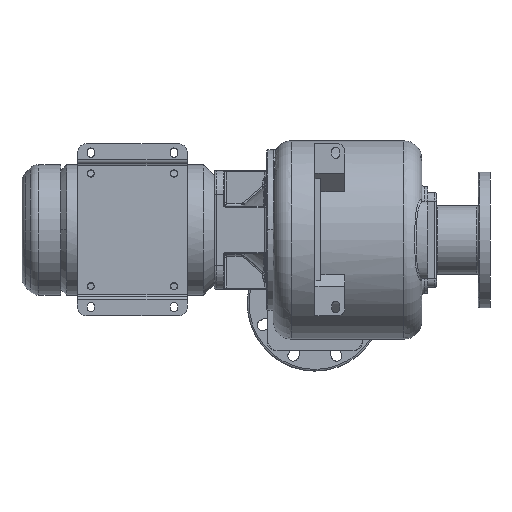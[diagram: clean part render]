
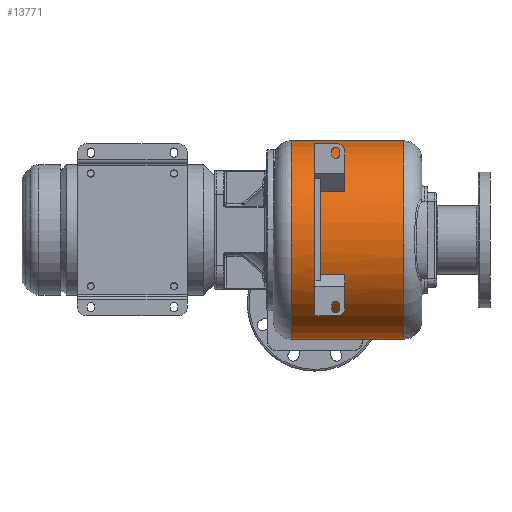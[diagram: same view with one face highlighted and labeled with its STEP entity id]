
A CAD part, front view. The second image highlights one B-rep face of the part: STEP entity #13771.
In plain terms, the highlighted cylindrical face has radius 167 mm (diameter 334 mm), a partial arc.
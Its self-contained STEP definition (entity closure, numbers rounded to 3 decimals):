
#1792=CARTESIAN_POINT('',(453.5,0.,-17.));
#1793=DIRECTION('',(-1.,0.,0.));
#1794=DIRECTION('',(0.,0.,-1.));
#1795=AXIS2_PLACEMENT_3D('',#1792,#1793,#1794);
#1797=CARTESIAN_POINT('',(643.5,0.,-17.));
#1798=DIRECTION('',(1.,0.,0.));
#1799=DIRECTION('',(0.,0.,1.));
#1800=AXIS2_PLACEMENT_3D('',#1797,#1798,#1799);
#1802=DIRECTION('',(1.,0.,0.));
#1803=VECTOR('',#1802,190.);
#1804=CARTESIAN_POINT('',(453.5,0.,-184.));
#1805=LINE('',#1804,#1803);
#1806=DIRECTION('',(-1.,0.,0.));
#1807=VECTOR('',#1806,10.);
#1808=CARTESIAN_POINT('',(503.5,-127.371,-125.007));
#1809=LINE('',#1808,#1807);
#1810=CARTESIAN_POINT('',(503.5,0.,-17.));
#1811=DIRECTION('',(-1.,0.,0.));
#1812=DIRECTION('',(0.,-0.763,-0.647));
#1813=AXIS2_PLACEMENT_3D('',#1810,#1811,#1812);
#1815=DIRECTION('',(-1.,0.,0.));
#1816=VECTOR('',#1815,40.);
#1817=CARTESIAN_POINT('',(543.5,-152.365,-85.365));
#1818=LINE('',#1817,#1816);
#1819=CARTESIAN_POINT('',(543.5,0.,-17.));
#1820=DIRECTION('',(-1.,0.,0.));
#1821=DIRECTION('',(0.,-0.912,-0.409));
#1822=AXIS2_PLACEMENT_3D('',#1819,#1820,#1821);
#1824=DIRECTION('',(-1.,0.,0.));
#1825=VECTOR('',#1824,40.);
#1826=CARTESIAN_POINT('',(543.5,-156.479,-75.337));
#1827=LINE('',#1826,#1825);
#1828=CARTESIAN_POINT('',(503.5,0.,-17.));
#1829=DIRECTION('',(-1.,0.,0.));
#1830=DIRECTION('',(0.,-0.937,-0.349));
#1831=AXIS2_PLACEMENT_3D('',#1828,#1829,#1830);
#1833=CARTESIAN_POINT('',(503.5,0.,-17.));
#1834=DIRECTION('',(-1.,0.,0.));
#1835=DIRECTION('',(0.,-1.,0.));
#1836=AXIS2_PLACEMENT_3D('',#1833,#1834,#1835);
#1838=DIRECTION('',(-1.,0.,0.));
#1839=VECTOR('',#1838,40.);
#1840=CARTESIAN_POINT('',(543.5,-145.719,64.577));
#1841=LINE('',#1840,#1839);
#1842=CARTESIAN_POINT('',(543.5,0.,-17.));
#1843=DIRECTION('',(-1.,0.,0.));
#1844=DIRECTION('',(0.,-0.873,0.488));
#1845=AXIS2_PLACEMENT_3D('',#1842,#1843,#1844);
#1847=DIRECTION('',(-1.,0.,0.));
#1848=VECTOR('',#1847,40.);
#1849=CARTESIAN_POINT('',(543.5,-140.41,73.41));
#1850=LINE('',#1849,#1848);
#1851=CARTESIAN_POINT('',(503.5,0.,-17.));
#1852=DIRECTION('',(-1.,0.,0.));
#1853=DIRECTION('',(0.,-0.841,0.541));
#1854=AXIS2_PLACEMENT_3D('',#1851,#1852,#1853);
#1856=DIRECTION('',(-1.,0.,0.));
#1857=VECTOR('',#1856,10.);
#1858=CARTESIAN_POINT('',(503.5,-105.554,112.411));
#1859=LINE('',#1858,#1857);
#1868=DIRECTION('',(1.,0.,0.));
#1869=VECTOR('',#1868,190.);
#1870=CARTESIAN_POINT('',(453.5,0.,150.));
#1871=LINE('',#1870,#1869);
#4745=CARTESIAN_POINT('',(493.5,0.,-17.));
#4746=DIRECTION('',(-1.,0.,0.));
#4747=DIRECTION('',(0.,-0.763,-0.647));
#4748=AXIS2_PLACEMENT_3D('',#4745,#4746,#4747);
#4774=CARTESIAN_POINT('',(493.5,0.,-17.));
#4775=DIRECTION('',(-1.,0.,0.));
#4776=DIRECTION('',(0.,-1.,0.));
#4777=AXIS2_PLACEMENT_3D('',#4774,#4775,#4776);
#11760=CARTESIAN_POINT('',(643.5,0.,-184.));
#11761=VERTEX_POINT('',#11760);
#11762=CARTESIAN_POINT('',(643.5,0.,150.));
#11763=VERTEX_POINT('',#11762);
#11789=CARTESIAN_POINT('',(453.5,0.,-184.));
#11791=VERTEX_POINT('',#11789);
#11792=CARTESIAN_POINT('',(453.5,0.,150.));
#11793=VERTEX_POINT('',#11792);
#11839=CARTESIAN_POINT('',(543.5,-152.365,-85.365));
#11840=CARTESIAN_POINT('',(543.5,-156.479,-75.337));
#11841=VERTEX_POINT('',#11839);
#11842=VERTEX_POINT('',#11840);
#11843=CARTESIAN_POINT('',(543.5,-145.719,64.577));
#11844=CARTESIAN_POINT('',(543.5,-140.41,73.41));
#11845=VERTEX_POINT('',#11843);
#11846=VERTEX_POINT('',#11844);
#11855=CARTESIAN_POINT('',(503.5,-127.371,-125.007));
#11856=CARTESIAN_POINT('',(503.5,-152.365,-85.365));
#11857=VERTEX_POINT('',#11855);
#11858=VERTEX_POINT('',#11856);
#11859=CARTESIAN_POINT('',(503.5,-156.479,-75.337));
#11860=CARTESIAN_POINT('',(503.5,-167.,-17.));
#11861=VERTEX_POINT('',#11859);
#11862=VERTEX_POINT('',#11860);
#11863=CARTESIAN_POINT('',(503.5,-145.719,64.577));
#11864=VERTEX_POINT('',#11863);
#11865=CARTESIAN_POINT('',(503.5,-140.41,73.41));
#11866=CARTESIAN_POINT('',(503.5,-105.554,112.411));
#11867=VERTEX_POINT('',#11865);
#11868=VERTEX_POINT('',#11866);
#11869=CARTESIAN_POINT('',(493.5,-127.371,-125.007));
#11870=VERTEX_POINT('',#11869);
#11871=CARTESIAN_POINT('',(493.5,-105.554,112.411));
#11872=VERTEX_POINT('',#11871);
#11886=CARTESIAN_POINT('',(493.5,-167.,-17.));
#11888=VERTEX_POINT('',#11886);
#13727=CARTESIAN_POINT('',(423.5,0.,-17.));
#13728=DIRECTION('',(-1.,0.,0.));
#13729=DIRECTION('',(0.,0.,1.));
#13730=AXIS2_PLACEMENT_3D('',#13727,#13728,#13729);
#13731=CYLINDRICAL_SURFACE('',#13730,167.);
#13732=ORIENTED_EDGE('',*,*,#13709,.T.);
#13734=ORIENTED_EDGE('',*,*,#13733,.T.);
#13736=ORIENTED_EDGE('',*,*,#13735,.T.);
#13738=ORIENTED_EDGE('',*,*,#13737,.F.);
#13739=EDGE_LOOP('',(#13732,#13734,#13736,#13738));
#13740=FACE_OUTER_BOUND('',#13739,.F.);
#13742=ORIENTED_EDGE('',*,*,#13741,.F.);
#13744=ORIENTED_EDGE('',*,*,#13743,.F.);
#13746=ORIENTED_EDGE('',*,*,#13745,.T.);
#13748=ORIENTED_EDGE('',*,*,#13747,.F.);
#13750=ORIENTED_EDGE('',*,*,#13749,.T.);
#13752=ORIENTED_EDGE('',*,*,#13751,.T.);
#13754=ORIENTED_EDGE('',*,*,#13753,.T.);
#13756=ORIENTED_EDGE('',*,*,#13755,.T.);
#13758=ORIENTED_EDGE('',*,*,#13757,.F.);
#13760=ORIENTED_EDGE('',*,*,#13759,.T.);
#13762=ORIENTED_EDGE('',*,*,#13761,.T.);
#13764=ORIENTED_EDGE('',*,*,#13763,.T.);
#13766=ORIENTED_EDGE('',*,*,#13765,.T.);
#13768=ORIENTED_EDGE('',*,*,#13767,.F.);
#13769=EDGE_LOOP('',(#13742,#13744,#13746,#13748,#13750,#13752,#13754,#13756,
#13758,#13760,#13762,#13764,#13766,#13768));
#13770=FACE_BOUND('',#13769,.F.);
#13771=ADVANCED_FACE('',(#13740,#13770),#13731,.T.);
#1796=CIRCLE('',#1795,167.);
#1801=CIRCLE('',#1800,167.);
#1814=CIRCLE('',#1813,167.);
#1823=CIRCLE('',#1822,167.);
#1832=CIRCLE('',#1831,167.);
#1837=CIRCLE('',#1836,167.);
#1846=CIRCLE('',#1845,167.);
#1855=CIRCLE('',#1854,167.);
#4749=CIRCLE('',#4748,167.);
#4778=CIRCLE('',#4777,167.);
#13709=EDGE_CURVE('',#11791,#11793,#1796,.T.);
#13733=EDGE_CURVE('',#11793,#11763,#1871,.T.);
#13735=EDGE_CURVE('',#11763,#11761,#1801,.T.);
#13737=EDGE_CURVE('',#11791,#11761,#1805,.T.);
#13741=EDGE_CURVE('',#11870,#11888,#4749,.T.);
#13743=EDGE_CURVE('',#11857,#11870,#1809,.T.);
#13745=EDGE_CURVE('',#11857,#11858,#1814,.T.);
#13747=EDGE_CURVE('',#11841,#11858,#1818,.T.);
#13749=EDGE_CURVE('',#11841,#11842,#1823,.T.);
#13751=EDGE_CURVE('',#11842,#11861,#1827,.T.);
#13753=EDGE_CURVE('',#11861,#11862,#1832,.T.);
#13755=EDGE_CURVE('',#11862,#11864,#1837,.T.);
#13757=EDGE_CURVE('',#11845,#11864,#1841,.T.);
#13759=EDGE_CURVE('',#11845,#11846,#1846,.T.);
#13761=EDGE_CURVE('',#11846,#11867,#1850,.T.);
#13763=EDGE_CURVE('',#11867,#11868,#1855,.T.);
#13765=EDGE_CURVE('',#11868,#11872,#1859,.T.);
#13767=EDGE_CURVE('',#11888,#11872,#4778,.T.);
